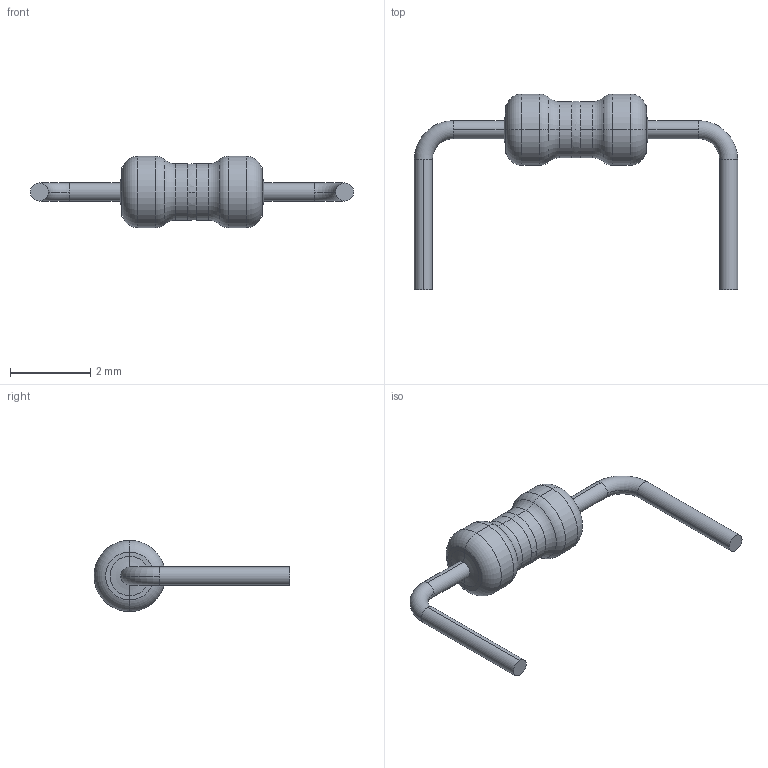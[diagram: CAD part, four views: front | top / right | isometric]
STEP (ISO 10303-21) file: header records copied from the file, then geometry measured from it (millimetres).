
FILE_DESCRIPTION (( 'STEP AP214' ), '1' );
FILE_NAME ('RES_AH_0.125W_300 mills_0R_5%.STEP', '2022-06-21T16:23:13', ( '' ), ( '' ), 'SwSTEP 2.0', 'SolidWorks 2020', '' );
FILE_SCHEMA (( 'AUTOMOTIVE_DESIGN' ));
Length unit declared in the file: millimetre
Products named in the file (1): RES_AH_0.125W_300 mills_0R_5%
Bounding box: 8.07 x 4.89 x 1.78 mm (x, y, z)
Volume: 8.9 mm3; surface area: 39 mm2
Topology: 1 solids, 1 shells, 42 faces, 97 edges, 57 vertices
Faces by surface type: torus 20, cylinder 16, plane 4, sphere 2
Entity records: 1672 total; most frequent: DIRECTION 254, CARTESIAN_POINT 189, ORIENTED_EDGE 184, AXIS2_PLACEMENT_3D 119, EDGE_CURVE 92, CIRCLE 76, VERTEX_POINT 54, UNCERTAINTY_MEASURE_WITH_UNIT 45
